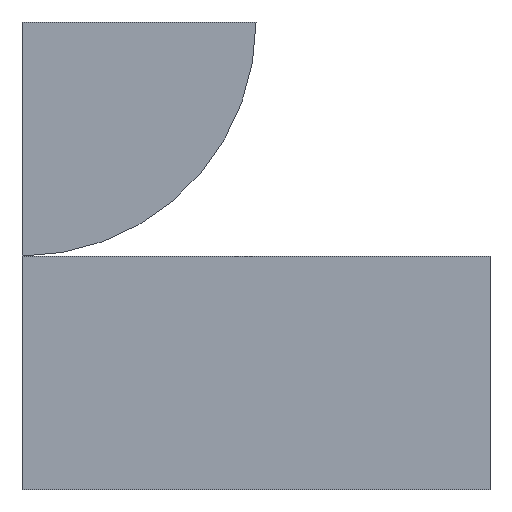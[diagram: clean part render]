
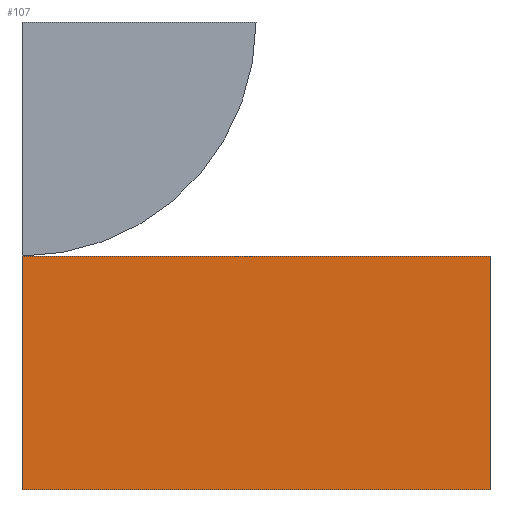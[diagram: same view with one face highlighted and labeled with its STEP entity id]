
A CAD part, top view. The second image highlights one B-rep face of the part: STEP entity #107.
In plain terms, the highlighted planar face has unit normal (0, 0, 1).
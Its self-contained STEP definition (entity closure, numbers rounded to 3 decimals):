
#1 = VECTOR ( 'NONE', #65, 1000. ) ;
#3 = CARTESIAN_POINT ( 'NONE',  ( 0., 0., 0. ) ) ;
#6 = DIRECTION ( 'NONE',  ( 0., 0., 1. ) ) ;
#7 = CARTESIAN_POINT ( 'NONE',  ( 0., -25., 0. ) ) ;
#9 = EDGE_CURVE ( 'NONE', #106, #10, #12, .T. ) ;
#10 = VERTEX_POINT ( 'NONE', #24 ) ;
#12 = LINE ( 'NONE', #25, #1 ) ;
#14 = VERTEX_POINT ( 'NONE', #79 ) ;
#21 = ORIENTED_EDGE ( 'NONE', *, *, #9, .T. ) ;
#22 = CARTESIAN_POINT ( 'NONE',  ( 0., 0., 0. ) ) ;
#24 = CARTESIAN_POINT ( 'NONE',  ( 0., -25., 0. ) ) ;
#25 = CARTESIAN_POINT ( 'NONE',  ( 0., 0., 0. ) ) ;
#26 = AXIS2_PLACEMENT_3D ( 'NONE', #3, #6, #63 ) ;
#31 = ORIENTED_EDGE ( 'NONE', *, *, #49, .T. ) ;
#35 = DIRECTION ( 'NONE',  ( 0., 1., 0. ) ) ;
#37 = CARTESIAN_POINT ( 'NONE',  ( 50., 0., 0. ) ) ;
#38 = CARTESIAN_POINT ( 'NONE',  ( 0., 0., 0. ) ) ;
#47 = LINE ( 'NONE', #7, #101 ) ;
#49 = EDGE_CURVE ( 'NONE', #59, #14, #80, .T. ) ;
#58 = EDGE_CURVE ( 'NONE', #10, #59, #47, .T. ) ;
#59 = VERTEX_POINT ( 'NONE', #111 ) ;
#60 = VECTOR ( 'NONE', #73, 1000. ) ;
#61 = EDGE_CURVE ( 'NONE', #14, #106, #108, .T. ) ;
#63 = DIRECTION ( 'NONE',  ( 1., 0., 0. ) ) ;
#65 = DIRECTION ( 'NONE',  ( 0., -1., 0. ) ) ;
#73 = DIRECTION ( 'NONE',  ( -1., 0., 0. ) ) ;
#75 = DIRECTION ( 'NONE',  ( 1., 0., 0. ) ) ;
#79 = CARTESIAN_POINT ( 'NONE',  ( 50., 0., 0. ) ) ;
#80 = LINE ( 'NONE', #37, #97 ) ;
#88 = ORIENTED_EDGE ( 'NONE', *, *, #61, .T. ) ;
#92 = EDGE_LOOP ( 'NONE', ( #21, #96, #31, #88 ) ) ;
#96 = ORIENTED_EDGE ( 'NONE', *, *, #58, .T. ) ;
#97 = VECTOR ( 'NONE', #35, 1000. ) ;
#100 = PLANE ( 'NONE',  #26 ) ;
#101 = VECTOR ( 'NONE', #75, 1000. ) ;
#106 = VERTEX_POINT ( 'NONE', #22 ) ;
#107 = ADVANCED_FACE ( 'NONE', ( #109 ), #100, .T. ) ;
#108 = LINE ( 'NONE', #38, #60 ) ;
#109 = FACE_OUTER_BOUND ( 'NONE', #92, .T. ) ;
#111 = CARTESIAN_POINT ( 'NONE',  ( 50., -25., 0. ) ) ;
